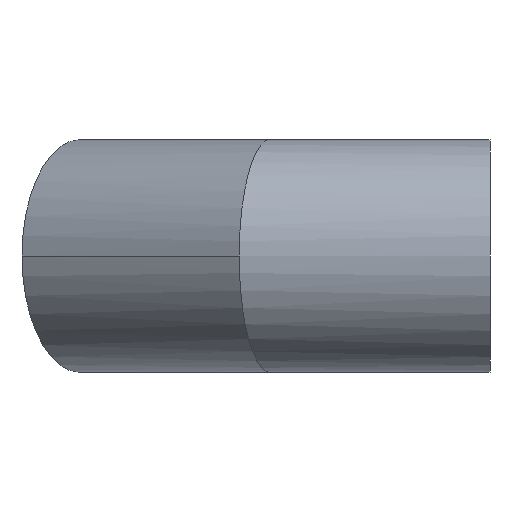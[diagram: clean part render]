
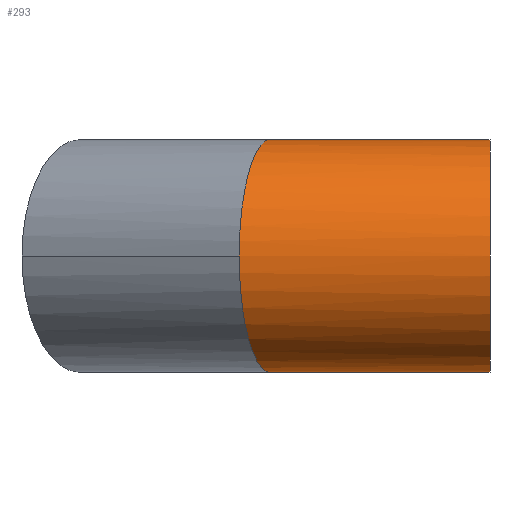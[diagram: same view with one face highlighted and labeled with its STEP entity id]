
A CAD part, left-side view. The second image highlights one B-rep face of the part: STEP entity #293.
In plain terms, the highlighted cylindrical face has radius 90 mm (diameter 180 mm), a partial arc.
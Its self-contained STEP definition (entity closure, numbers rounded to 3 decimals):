
#3 = DIRECTION ( 'NONE',  ( 0., 1., 0. ) ) ;
#24 =( BOUNDED_CURVE ( )  B_SPLINE_CURVE ( 3, ( #151, #280, #125, #256 ),
 .UNSPECIFIED., .F., .T. ) 
 B_SPLINE_CURVE_WITH_KNOTS ( ( 4, 4 ),
 ( 0., 1.571 ),
 .UNSPECIFIED. ) 
 CURVE ( )  GEOMETRIC_REPRESENTATION_ITEM ( )  RATIONAL_B_SPLINE_CURVE ( ( 1., 0.805, 0.805, 1. ) ) 
 REPRESENTATION_ITEM ( '' )  );
#25 = CARTESIAN_POINT ( 'NONE',  ( -52.721, 184.006, 90. ) ) ;
#31 = CARTESIAN_POINT ( 'NONE',  ( 0., 169.88, -90. ) ) ;
#33 = CARTESIAN_POINT ( 'NONE',  ( -90., 193.995, 52.721 ) ) ;
#34 = ORIENTED_EDGE ( 'NONE', *, *, #97, .F. ) ;
#38 = EDGE_CURVE ( 'NONE', #265, #137, #231, .T. ) ;
#42 = CARTESIAN_POINT ( 'NONE',  ( 0., 169.88, 90. ) ) ;
#45 = AXIS2_PLACEMENT_3D ( 'NONE', #216, #3, #275 ) ;
#54 = EDGE_CURVE ( 'NONE', #206, #387, #154, .T. ) ;
#59 = CARTESIAN_POINT ( 'NONE',  ( 0., 169.88, 90. ) ) ;
#65 = VERTEX_POINT ( 'NONE', #31 ) ;
#73 = FACE_OUTER_BOUND ( 'NONE', #360, .T. ) ;
#97 = EDGE_CURVE ( 'NONE', #206, #65, #118, .T. ) ;
#98 = LINE ( 'NONE', #150, #291 ) ;
#100 = CYLINDRICAL_SURFACE ( 'NONE', #292, 90. ) ;
#114 = ORIENTED_EDGE ( 'NONE', *, *, #319, .T. ) ;
#116 = CARTESIAN_POINT ( 'NONE',  ( -90., 193.995, 0. ) ) ;
#118 = LINE ( 'NONE', #142, #242 ) ;
#125 = CARTESIAN_POINT ( 'NONE',  ( -52.721, 184.006, -90. ) ) ;
#127 = CARTESIAN_POINT ( 'NONE',  ( 0., 0., 0. ) ) ;
#137 = VERTEX_POINT ( 'NONE', #116 ) ;
#142 = CARTESIAN_POINT ( 'NONE',  ( 0., 0., -90. ) ) ;
#147 = CARTESIAN_POINT ( 'NONE',  ( -90., 193.995, 0. ) ) ;
#150 = CARTESIAN_POINT ( 'NONE',  ( 0., 0., 90. ) ) ;
#151 = CARTESIAN_POINT ( 'NONE',  ( -90., 193.995, 0. ) ) ;
#154 = CIRCLE ( 'NONE', #45, 90. ) ;
#195 = EDGE_CURVE ( 'NONE', #387, #265, #98, .T. ) ;
#206 = VERTEX_POINT ( 'NONE', #342 ) ;
#216 = CARTESIAN_POINT ( 'NONE',  ( 0., 0., 0. ) ) ;
#231 =( BOUNDED_CURVE ( )  B_SPLINE_CURVE ( 3, ( #59, #25, #33, #147 ),
 .UNSPECIFIED., .F., .F. ) 
 B_SPLINE_CURVE_WITH_KNOTS ( ( 4, 4 ),
 ( 4.712, 6.283 ),
 .UNSPECIFIED. ) 
 CURVE ( )  GEOMETRIC_REPRESENTATION_ITEM ( )  RATIONAL_B_SPLINE_CURVE ( ( 1., 0.805, 0.805, 1. ) ) 
 REPRESENTATION_ITEM ( '' )  );
#242 = VECTOR ( 'NONE', #270, 1000. ) ;
#246 = ORIENTED_EDGE ( 'NONE', *, *, #195, .T. ) ;
#256 = CARTESIAN_POINT ( 'NONE',  ( 0., 169.88, -90. ) ) ;
#262 = CARTESIAN_POINT ( 'NONE',  ( 0., 0., 90. ) ) ;
#265 = VERTEX_POINT ( 'NONE', #42 ) ;
#270 = DIRECTION ( 'NONE',  ( 0., 1., 0. ) ) ;
#275 = DIRECTION ( 'NONE',  ( 0., 0., 1. ) ) ;
#276 = ORIENTED_EDGE ( 'NONE', *, *, #38, .T. ) ;
#277 = DIRECTION ( 'NONE',  ( 0., 0., 1. ) ) ;
#280 = CARTESIAN_POINT ( 'NONE',  ( -90., 193.995, -52.721 ) ) ;
#291 = VECTOR ( 'NONE', #308, 1000. ) ;
#292 = AXIS2_PLACEMENT_3D ( 'NONE', #127, #366, #277 ) ;
#293 = ADVANCED_FACE ( 'NONE', ( #73 ), #100, .T. ) ;
#308 = DIRECTION ( 'NONE',  ( 0., 1., 0. ) ) ;
#319 = EDGE_CURVE ( 'NONE', #137, #65, #24, .T. ) ;
#342 = CARTESIAN_POINT ( 'NONE',  ( 0., 0., -90. ) ) ;
#360 = EDGE_LOOP ( 'NONE', ( #34, #384, #246, #276, #114 ) ) ;
#366 = DIRECTION ( 'NONE',  ( 0., 1., 0. ) ) ;
#384 = ORIENTED_EDGE ( 'NONE', *, *, #54, .T. ) ;
#387 = VERTEX_POINT ( 'NONE', #262 ) ;
